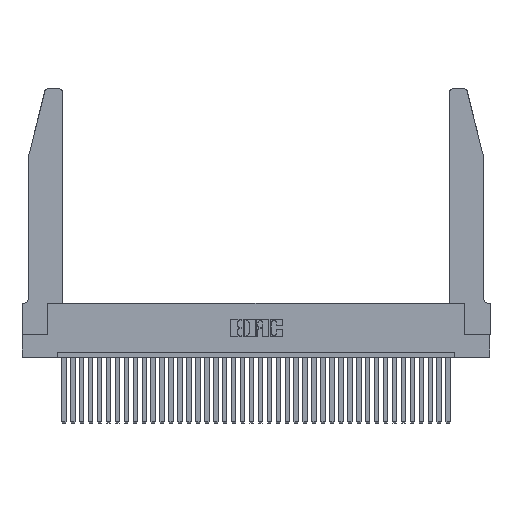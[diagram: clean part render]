
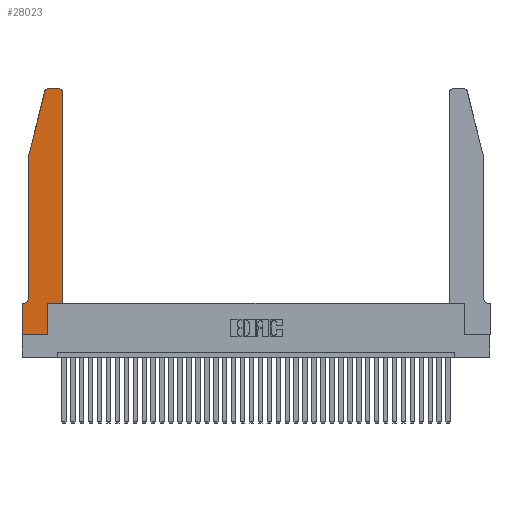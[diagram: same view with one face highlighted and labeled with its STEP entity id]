
A CAD part, top view. The second image highlights one B-rep face of the part: STEP entity #28023.
In plain terms, the highlighted planar face has unit normal (0, 0, 1).
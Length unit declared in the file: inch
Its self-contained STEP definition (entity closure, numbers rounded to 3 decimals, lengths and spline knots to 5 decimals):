
#375 = CARTESIAN_POINT ( 'NONE',  ( 0.2865, 0.35, 0.37 ) ) ;
#785 = VERTEX_POINT ( 'NONE', #15007 ) ;
#1013 = VECTOR ( 'NONE', #25115, 39.37008 ) ;
#1667 = EDGE_CURVE ( 'NONE', #7126, #25330, #26617, .T. ) ;
#1790 = DIRECTION ( 'NONE',  ( 0., -1., 0. ) ) ;
#2125 = DIRECTION ( 'NONE',  ( 0., 0., -1. ) ) ;
#2127 = CARTESIAN_POINT ( 'NONE',  ( 0., 0.35, 0.37 ) ) ;
#2393 = CARTESIAN_POINT ( 'NONE',  ( 0.0055, 0.42, 0.37 ) ) ;
#2972 = ORIENTED_EDGE ( 'NONE', *, *, #14156, .T. ) ;
#3098 = CARTESIAN_POINT ( 'NONE',  ( 0.0755, 0.35, 0.37 ) ) ;
#3245 = EDGE_CURVE ( 'NONE', #33842, #30469, #36901, .T. ) ;
#3583 = VECTOR ( 'NONE', #34990, 39.37008 ) ;
#4048 = DIRECTION ( 'NONE',  ( 1., 0., 0. ) ) ;
#4384 = CARTESIAN_POINT ( 'NONE',  ( 0.4505, 0.35, 0.37 ) ) ;
#4749 = CARTESIAN_POINT ( 'NONE',  ( 0.4505, 0.35, 0.37 ) ) ;
#4905 = CARTESIAN_POINT ( 'NONE',  ( 0.0755, 2., 0.37 ) ) ;
#5133 = ORIENTED_EDGE ( 'NONE', *, *, #3245, .T. ) ;
#5519 = CIRCLE ( 'NONE', #13484, 0.03 ) ;
#5902 = VECTOR ( 'NONE', #10599, 39.37008 ) ;
#6116 = CARTESIAN_POINT ( 'NONE',  ( 0., 0., 0.37 ) ) ;
#6206 = ORIENTED_EDGE ( 'NONE', *, *, #17528, .T. ) ;
#6298 = CIRCLE ( 'NONE', #19406, 0.07 ) ;
#7126 = VERTEX_POINT ( 'NONE', #18394 ) ;
#7169 = EDGE_CURVE ( 'NONE', #16633, #34587, #5519, .T. ) ;
#7292 = LINE ( 'NONE', #22060, #5902 ) ;
#7614 = EDGE_CURVE ( 'NONE', #37105, #17694, #34349, .T. ) ;
#7703 = EDGE_CURVE ( 'NONE', #785, #16633, #7292, .T. ) ;
#7811 = CARTESIAN_POINT ( 'NONE',  ( 0.0755, 2., 0.37 ) ) ;
#7906 = CARTESIAN_POINT ( 'NONE',  ( 0.284, 2.75, 0.37 ) ) ;
#7968 = DIRECTION ( 'NONE',  ( -1., 0., 0. ) ) ;
#8011 = DIRECTION ( 'NONE',  ( 1., 0., 0. ) ) ;
#8106 = ORIENTED_EDGE ( 'NONE', *, *, #23218, .T. ) ;
#8625 = CARTESIAN_POINT ( 'NONE',  ( 0., 0., 0.37 ) ) ;
#9686 = AXIS2_PLACEMENT_3D ( 'NONE', #10904, #25654, #22358 ) ;
#10298 = ORIENTED_EDGE ( 'NONE', *, *, #7614, .T. ) ;
#10599 = DIRECTION ( 'NONE',  ( -1., 0., 0. ) ) ;
#10904 = CARTESIAN_POINT ( 'NONE',  ( 0.4205, 2.72, 0.37 ) ) ;
#11520 = EDGE_CURVE ( 'NONE', #17694, #785, #33622, .T. ) ;
#11615 = VECTOR ( 'NONE', #1790, 39.37008 ) ;
#11872 = ORIENTED_EDGE ( 'NONE', *, *, #18274, .T. ) ;
#12280 = EDGE_LOOP ( 'NONE', ( #28211, #15431, #11872, #21668, #2972, #6206, #5133, #8106, #13980, #20869, #10298, #33776 ) ) ;
#12728 = VERTEX_POINT ( 'NONE', #14622 ) ;
#12907 = AXIS2_PLACEMENT_3D ( 'NONE', #27301, #27421, #24800 ) ;
#13006 = CARTESIAN_POINT ( 'NONE',  ( 0.284, 2.72, 0.37 ) ) ;
#13484 = AXIS2_PLACEMENT_3D ( 'NONE', #13006, #21447, #4048 ) ;
#13546 = VECTOR ( 'NONE', #29222, 39.37008 ) ;
#13950 = CARTESIAN_POINT ( 'NONE',  ( 0.0055, 0.35, 0.37 ) ) ;
#13980 = ORIENTED_EDGE ( 'NONE', *, *, #1667, .T. ) ;
#14156 = EDGE_CURVE ( 'NONE', #14305, #34576, #6298, .T. ) ;
#14305 = VERTEX_POINT ( 'NONE', #17294 ) ;
#14330 = CARTESIAN_POINT ( 'NONE',  ( 0.4505, 0.35, 0.37 ) ) ;
#14458 = VECTOR ( 'NONE', #17035, 39.37008 ) ;
#14622 = CARTESIAN_POINT ( 'NONE',  ( 0.0755, 2., 0.37 ) ) ;
#14969 = CARTESIAN_POINT ( 'NONE',  ( 0., 0., 0.37 ) ) ;
#15007 = CARTESIAN_POINT ( 'NONE',  ( 0.4205, 2.75, 0.37 ) ) ;
#15431 = ORIENTED_EDGE ( 'NONE', *, *, #7169, .T. ) ;
#16633 = VERTEX_POINT ( 'NONE', #7906 ) ;
#16707 = VECTOR ( 'NONE', #8011, 39.37008 ) ;
#17035 = DIRECTION ( 'NONE',  ( 0., 1., 0. ) ) ;
#17234 = FACE_OUTER_BOUND ( 'NONE', #12280, .T. ) ;
#17294 = CARTESIAN_POINT ( 'NONE',  ( 0.0755, 0.42, 0.37 ) ) ;
#17525 = LINE ( 'NONE', #14969, #33830 ) ;
#17528 = EDGE_CURVE ( 'NONE', #34576, #33842, #21186, .T. ) ;
#17694 = VERTEX_POINT ( 'NONE', #25235 ) ;
#18274 = EDGE_CURVE ( 'NONE', #34587, #12728, #24309, .T. ) ;
#18394 = CARTESIAN_POINT ( 'NONE',  ( 0.2865, 0., 0.37 ) ) ;
#19406 = AXIS2_PLACEMENT_3D ( 'NONE', #2393, #2125, #7968 ) ;
#20869 = ORIENTED_EDGE ( 'NONE', *, *, #21552, .T. ) ;
#21186 = LINE ( 'NONE', #3098, #13546 ) ;
#21447 = DIRECTION ( 'NONE',  ( 0., 0., 1. ) ) ;
#21552 = EDGE_CURVE ( 'NONE', #25330, #37105, #28443, .T. ) ;
#21668 = ORIENTED_EDGE ( 'NONE', *, *, #29751, .T. ) ;
#22035 = VECTOR ( 'NONE', #28083, 39.37008 ) ;
#22060 = CARTESIAN_POINT ( 'NONE',  ( 0.2605, 2.75, 0.37 ) ) ;
#22358 = DIRECTION ( 'NONE',  ( 1., 0., 0. ) ) ;
#23218 = EDGE_CURVE ( 'NONE', #30469, #7126, #17525, .T. ) ;
#24309 = LINE ( 'NONE', #7811, #22035 ) ;
#24800 = DIRECTION ( 'NONE',  ( 1., 0., 0. ) ) ;
#25115 = DIRECTION ( 'NONE',  ( 0., -1., 0. ) ) ;
#25235 = CARTESIAN_POINT ( 'NONE',  ( 0.4505, 2.72, 0.37 ) ) ;
#25330 = VERTEX_POINT ( 'NONE', #375 ) ;
#25654 = DIRECTION ( 'NONE',  ( 0., 0., 1. ) ) ;
#26272 = CARTESIAN_POINT ( 'NONE',  ( 0.2865, 0.35, 0.37 ) ) ;
#26334 = DIRECTION ( 'NONE',  ( 1., 0., 0. ) ) ;
#26617 = LINE ( 'NONE', #26272, #3583 ) ;
#27301 = CARTESIAN_POINT ( 'NONE',  ( 0., 0.35, 0.37 ) ) ;
#27421 = DIRECTION ( 'NONE',  ( 0., 0., 1. ) ) ;
#28023 = ADVANCED_FACE ( 'NONE', ( #17234 ), #33102, .T. ) ;
#28083 = DIRECTION ( 'NONE',  ( -0.239, -0.971, 0. ) ) ;
#28211 = ORIENTED_EDGE ( 'NONE', *, *, #7703, .T. ) ;
#28443 = LINE ( 'NONE', #4749, #16707 ) ;
#29222 = DIRECTION ( 'NONE',  ( -1., 0., 0. ) ) ;
#29751 = EDGE_CURVE ( 'NONE', #12728, #14305, #31266, .T. ) ;
#30469 = VERTEX_POINT ( 'NONE', #6116 ) ;
#31266 = LINE ( 'NONE', #4905, #1013 ) ;
#33102 = PLANE ( 'NONE',  #12907 ) ;
#33622 = CIRCLE ( 'NONE', #9686, 0.03 ) ;
#33776 = ORIENTED_EDGE ( 'NONE', *, *, #11520, .T. ) ;
#33830 = VECTOR ( 'NONE', #26334, 39.37008 ) ;
#33842 = VERTEX_POINT ( 'NONE', #2127 ) ;
#34135 = CARTESIAN_POINT ( 'NONE',  ( 0.25487, 2.72718, 0.37 ) ) ;
#34349 = LINE ( 'NONE', #4384, #14458 ) ;
#34576 = VERTEX_POINT ( 'NONE', #13950 ) ;
#34587 = VERTEX_POINT ( 'NONE', #34135 ) ;
#34990 = DIRECTION ( 'NONE',  ( 0., 1., 0. ) ) ;
#36901 = LINE ( 'NONE', #8625, #11615 ) ;
#37105 = VERTEX_POINT ( 'NONE', #14330 ) ;
